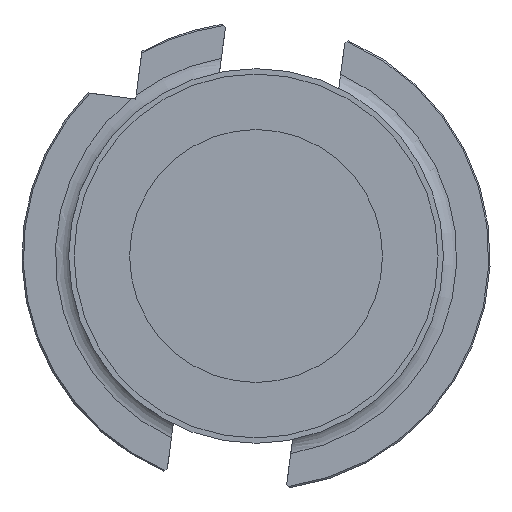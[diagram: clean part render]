
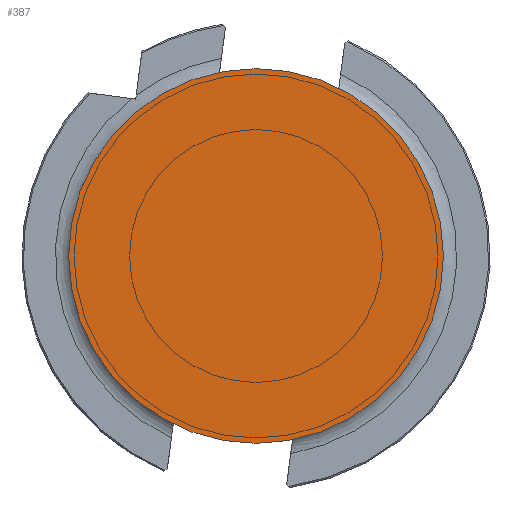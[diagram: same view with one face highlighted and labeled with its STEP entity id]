
A CAD part, left-side view. The second image highlights one B-rep face of the part: STEP entity #387.
In plain terms, the highlighted planar face has unit normal (-1, 0, 0).
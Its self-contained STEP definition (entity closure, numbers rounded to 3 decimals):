
#387=ADVANCED_FACE('',(#516),#483,.T.);
#483=PLANE('',#1627);
#516=FACE_OUTER_BOUND('',#588,.T.);
#588=EDGE_LOOP('',(#706));
#706=ORIENTED_EDGE('',*,*,#1313,.F.);
#1156=VERTEX_POINT('',#2258);
#1313=EDGE_CURVE('',#1156,#1156,#1538,.T.);
#1538=CIRCLE('',#1626,40.);
#1626=AXIS2_PLACEMENT_3D('',#2257,#1812,#1813);
#1627=AXIS2_PLACEMENT_3D('',#2259,#1814,#1815);
#1812=DIRECTION('',(1.,0.,0.));
#1813=DIRECTION('',(0.,0.,-1.));
#1814=DIRECTION('',(-1.,0.,0.));
#1815=DIRECTION('',(0.,0.,1.));
#2257=CARTESIAN_POINT('',(0.5,0.,0.));
#2258=CARTESIAN_POINT('',(0.5,0.,-40.));
#2259=CARTESIAN_POINT('',(0.5,0.,0.));
